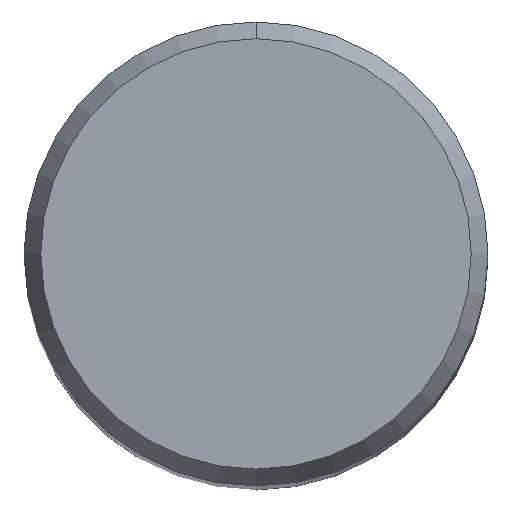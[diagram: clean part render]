
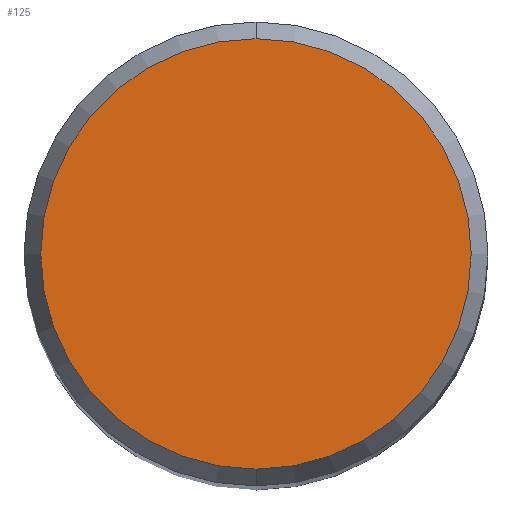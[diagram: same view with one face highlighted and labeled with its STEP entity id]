
A CAD part, top view. The second image highlights one B-rep face of the part: STEP entity #125.
In plain terms, the highlighted planar face has unit normal (0, 0, 1).
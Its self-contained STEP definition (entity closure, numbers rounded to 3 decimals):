
#109=VERTEX_POINT('',#244);
#125=ADVANCED_FACE('',(#261),#262,.T.);
#129=VERTEX_POINT('',#266);
#139=EDGE_CURVE('',#129,#109,#279,.T.);
#145=EDGE_CURVE('',#109,#129,#285,.T.);
#244=CARTESIAN_POINT('',(0.,-5.892,0.));
#261=FACE_OUTER_BOUND('',#411,.T.);
#262=PLANE('',#412);
#266=CARTESIAN_POINT('',(0.0,5.892,0.));
#279=CIRCLE('',#434,5.892);
#285=CIRCLE('',#443,5.892);
#411=EDGE_LOOP('',(#576,#577));
#412=AXIS2_PLACEMENT_3D('',#578,#579,#580);
#434=AXIS2_PLACEMENT_3D('',#604,#605,#606);
#443=AXIS2_PLACEMENT_3D('',#613,#614,#615);
#576=ORIENTED_EDGE('',*,*,#139,.F.);
#577=ORIENTED_EDGE('',*,*,#145,.F.);
#578=CARTESIAN_POINT('',(0.0,2.946,0.));
#579=DIRECTION('',(-0.0,0.0,1.0));
#580=DIRECTION('',(0.0,-1.0,0.0));
#604=CARTESIAN_POINT('',(0.0,0.0,0.));
#605=DIRECTION('',(0.0,0.0,-1.0));
#606=DIRECTION('',(0.0,1.0,0.0));
#613=CARTESIAN_POINT('',(0.0,0.0,0.));
#614=DIRECTION('',(0.0,0.0,-1.0));
#615=DIRECTION('',(0.0,1.0,0.0));
